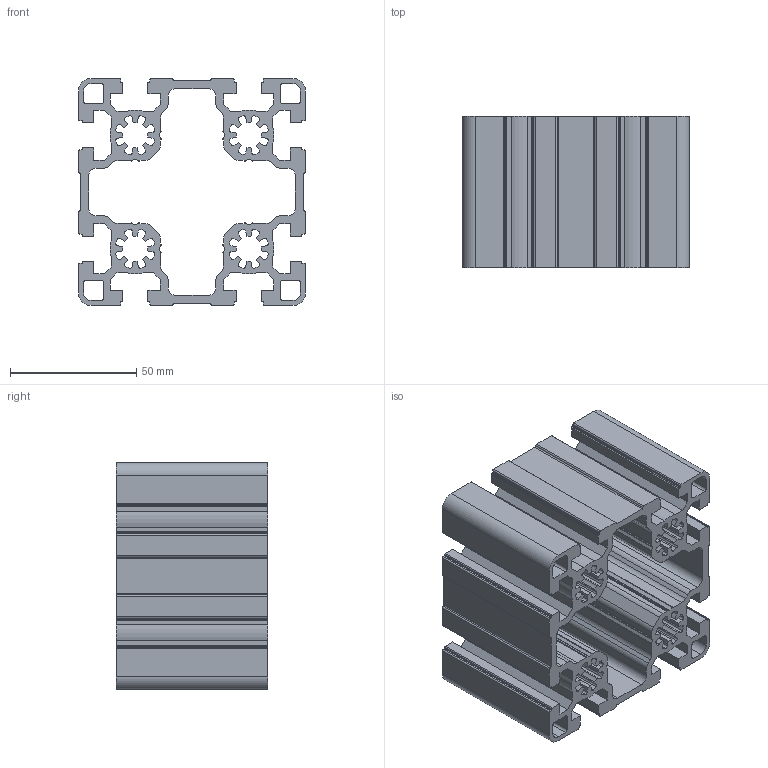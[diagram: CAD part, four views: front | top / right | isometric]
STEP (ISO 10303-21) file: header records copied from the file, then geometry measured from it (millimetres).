
FILE_DESCRIPTION(/* description */ (''),/* implementation_level */ '2;1');
FILE_NAME(/* name */ 'Profil 10 90x90L.step',/* time_stamp */ '2023-11-20T12:26:03+01:00',/* author */ (''),/* organization */ (''),/* preprocessor_version */ 'ST-DEVELOPER v20',/* originating_system */ 'Autodesk Translation Framework v12.14.0.127',/* authorisation */ '');
FILE_SCHEMA (('AUTOMOTIVE_DESIGN { 1 0 10303 214 3 1 1 }'));
Length unit declared in the file: millimetre
Products named in the file (1): (Unsaved)
Bounding box: 90 x 60 x 90 mm (x, y, z)
Volume: 141372.5 mm3; surface area: 90935.2 mm2
Topology: 1 solids, 1 shells, 578 faces, 1728 edges, 1152 vertices
Faces by surface type: cylinder 292, plane 286
Entity records: 19692 total; most frequent: DIRECTION 3470, CARTESIAN_POINT 3459, ORIENTED_EDGE 3456, EDGE_CURVE 1728, AXIS2_PLACEMENT_3D 1163, VERTEX_POINT 1152, LINE 1144, VECTOR 1144
